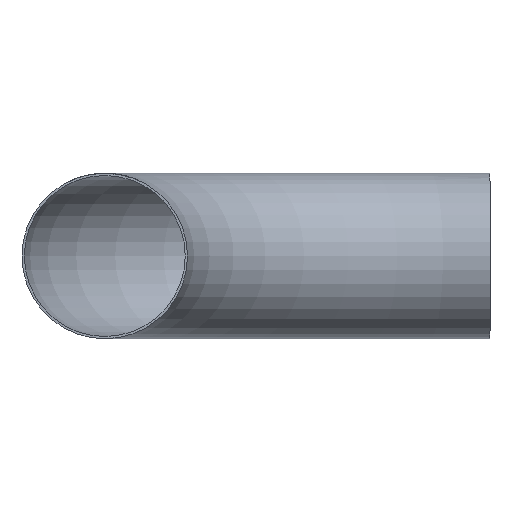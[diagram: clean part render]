
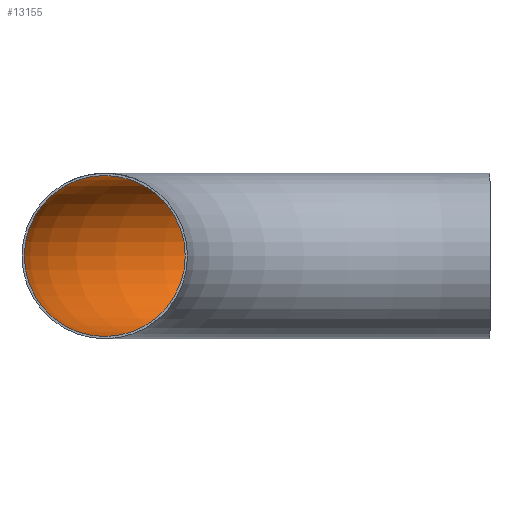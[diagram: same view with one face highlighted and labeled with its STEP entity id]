
A CAD part, front view. The second image highlights one B-rep face of the part: STEP entity #13155.
In plain terms, the highlighted toroidal (fillet/blend) face has major radius 510 mm and minor radius 106.55 mm.
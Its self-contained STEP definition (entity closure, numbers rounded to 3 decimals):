
#547 = FACE_OUTER_BOUND ( 'NONE', #1199, .T. ) ;
#1199 = EDGE_LOOP ( 'NONE', ( #19200 ) ) ;
#1677 = CARTESIAN_POINT ( 'NONE',  ( 0., 616.55, 0. ) ) ;
#2935 = AXIS2_PLACEMENT_3D ( 'NONE', #21849, #8050, #10724 ) ;
#3588 = CARTESIAN_POINT ( 'NONE',  ( 0., 510., 0. ) ) ;
#3834 = CARTESIAN_POINT ( 'NONE',  ( -510., 0., 0. ) ) ;
#4773 = EDGE_CURVE ( 'NONE', #10960, #10960, #25555, .T. ) ;
#6763 = TOROIDAL_SURFACE ( 'NONE', #2935, 510., 106.55 ) ;
#7878 = AXIS2_PLACEMENT_3D ( 'NONE', #3588, #22140, #17228 ) ;
#8050 = DIRECTION ( 'NONE',  ( 0., 0., -1. ) ) ;
#8409 = ORIENTED_EDGE ( 'NONE', *, *, #4773, .F. ) ;
#10724 = DIRECTION ( 'NONE',  ( -1., 0., 0. ) ) ;
#10960 = VERTEX_POINT ( 'NONE', #20121 ) ;
#12542 = FACE_OUTER_BOUND ( 'NONE', #24598, .T. ) ;
#13155 = ADVANCED_FACE ( 'NONE', ( #547, #12542 ), #6763, .F. ) ;
#16746 = EDGE_CURVE ( 'NONE', #24474, #24474, #20808, .T. ) ;
#17228 = DIRECTION ( 'NONE',  ( 0., 1., 0. ) ) ;
#19200 = ORIENTED_EDGE ( 'NONE', *, *, #16746, .T. ) ;
#20121 = CARTESIAN_POINT ( 'NONE',  ( -510., 0., 106.55 ) ) ;
#20808 = CIRCLE ( 'NONE', #7878, 106.55 ) ;
#21849 = CARTESIAN_POINT ( 'NONE',  ( 0., 0., 0. ) ) ;
#21967 = DIRECTION ( 'NONE',  ( 0., 0., 1. ) ) ;
#22140 = DIRECTION ( 'NONE',  ( 1., 0., 0. ) ) ;
#24474 = VERTEX_POINT ( 'NONE', #1677 ) ;
#24598 = EDGE_LOOP ( 'NONE', ( #8409 ) ) ;
#25555 = CIRCLE ( 'NONE', #28412, 106.55 ) ;
#26734 = DIRECTION ( 'NONE',  ( 0., 1., 0. ) ) ;
#28412 = AXIS2_PLACEMENT_3D ( 'NONE', #3834, #26734, #21967 ) ;
